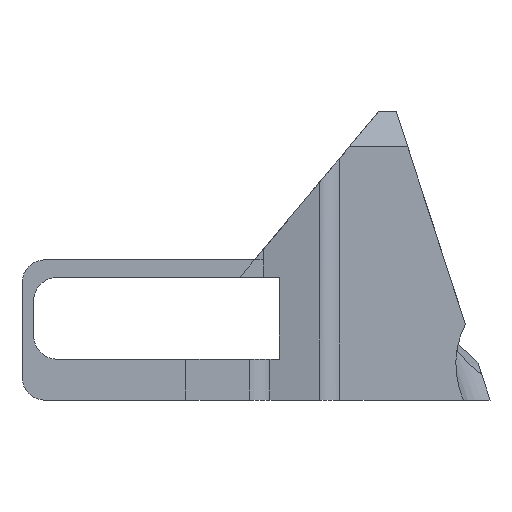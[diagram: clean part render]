
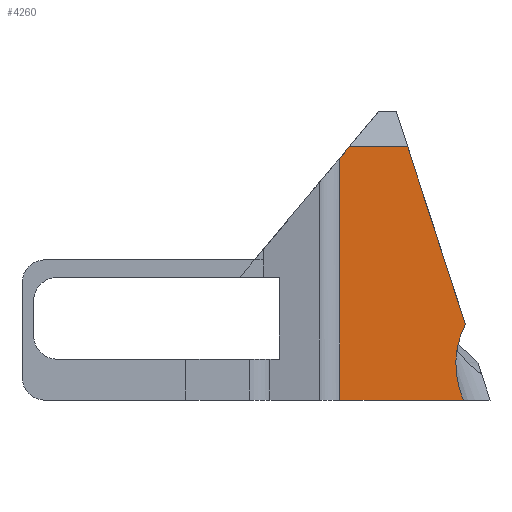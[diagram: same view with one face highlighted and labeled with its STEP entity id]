
A CAD part, left-side view. The second image highlights one B-rep face of the part: STEP entity #4260.
In plain terms, the highlighted planar face has unit normal (-1, 0, 0).
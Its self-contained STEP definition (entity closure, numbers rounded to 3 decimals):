
#590 = PLANE('',#591);
#591 = AXIS2_PLACEMENT_3D('',#592,#593,#594);
#592 = CARTESIAN_POINT('',(-24.,-16.49,44.652));
#593 = DIRECTION('',(0.,0.766,0.643));
#594 = DIRECTION('',(0.,0.643,-0.766));
#645 = PLANE('',#646);
#646 = AXIS2_PLACEMENT_3D('',#647,#648,#649);
#647 = CARTESIAN_POINT('',(-24.,-18.,20.));
#648 = DIRECTION('',(0.,0.,1.));
#649 = DIRECTION('',(1.,0.,0.));
#673 = PLANE('',#674);
#674 = AXIS2_PLACEMENT_3D('',#675,#676,#677);
#675 = CARTESIAN_POINT('',(-24.,0.,20.));
#676 = DIRECTION('',(0.,0.,-1.));
#677 = DIRECTION('',(0.,-1.,0.));
#1669 = PLANE('',#1670);
#1670 = AXIS2_PLACEMENT_3D('',#1671,#1672,#1673);
#1671 = CARTESIAN_POINT('',(-24.,-26.,20.));
#1672 = DIRECTION('',(0.,-0.951,0.309));
#1673 = DIRECTION('',(0.,0.309,0.951));
#2203 = EDGE_CURVE('',#2204,#2206,#2208,.T.);
#2204 = VERTEX_POINT('',#2205);
#2205 = CARTESIAN_POINT('',(-14.679,-13.155,
    40.677));
#2206 = VERTEX_POINT('',#2207);
#2207 = CARTESIAN_POINT('',(-14.679,-13.973,
    41.652));
#2208 = SURFACE_CURVE('',#2209,(#2213,#2219),.PCURVE_S1.);
#2209 = LINE('',#2210,#2211);
#2210 = CARTESIAN_POINT('',(-14.679,-13.625,
    41.237));
#2211 = VECTOR('',#2212,1.);
#2212 = DIRECTION('',(0.,-0.643,0.766
    ));
#2213 = PCURVE('',#590,#2214);
#2214 = DEFINITIONAL_REPRESENTATION('',(#2215),#2218);
#2215 = B_SPLINE_CURVE_WITH_KNOTS('',1,(#2216,#2217),.UNSPECIFIED.,.F.,
  .F.,(2,2),(-5.639,6.109),.PIECEWISE_BEZIER_KNOTS.);
#2216 = CARTESIAN_POINT('',(10.097,-9.321));
#2217 = CARTESIAN_POINT('',(-1.652,-9.321));
#2218 = ( GEOMETRIC_REPRESENTATION_CONTEXT(2) 
PARAMETRIC_REPRESENTATION_CONTEXT() REPRESENTATION_CONTEXT('2D SPACE',''
  ) );
#2219 = PCURVE('',#2220,#2225);
#2220 = PLANE('',#2221);
#2221 = AXIS2_PLACEMENT_3D('',#2222,#2223,#2224);
#2222 = CARTESIAN_POINT('',(-14.679,-32.,20.));
#2223 = DIRECTION('',(-1.,0.,0.));
#2224 = DIRECTION('',(0.,1.,0.));
#2225 = DEFINITIONAL_REPRESENTATION('',(#2226),#2229);
#2226 = B_SPLINE_CURVE_WITH_KNOTS('',1,(#2227,#2228),.UNSPECIFIED.,.F.,
  .F.,(2,2),(-5.639,6.109),.PIECEWISE_BEZIER_KNOTS.);
#2227 = CARTESIAN_POINT('',(22.,-16.918));
#2228 = CARTESIAN_POINT('',(14.448,-25.917));
#2229 = ( GEOMETRIC_REPRESENTATION_CONTEXT(2) 
PARAMETRIC_REPRESENTATION_CONTEXT() REPRESENTATION_CONTEXT('2D SPACE',''
  ) );
#2247 = PLANE('',#2248);
#2248 = AXIS2_PLACEMENT_3D('',#2249,#2250,#2251);
#2249 = CARTESIAN_POINT('',(-13.179,-16.49,
    43.152));
#2250 = DIRECTION('',(-0.707,0.,0.707)
  );
#2251 = DIRECTION('',(0.,1.,0.));
#2641 = CYLINDRICAL_SURFACE('',#2642,2.);
#2642 = AXIS2_PLACEMENT_3D('',#2643,#2644,#2645);
#2643 = CARTESIAN_POINT('',(-16.679,-13.155,20.));
#2644 = DIRECTION('',(0.,0.,1.));
#2645 = DIRECTION('',(0.5,0.866,0.));
#2799 = VERTEX_POINT('',#2800);
#2800 = CARTESIAN_POINT('',(-14.679,-13.155,20.));
#2826 = EDGE_CURVE('',#2827,#2799,#2829,.T.);
#2827 = VERTEX_POINT('',#2828);
#2828 = CARTESIAN_POINT('',(-14.679,-18.,20.));
#2829 = SURFACE_CURVE('',#2830,(#2834,#2841),.PCURVE_S1.);
#2830 = LINE('',#2831,#2832);
#2831 = CARTESIAN_POINT('',(-14.679,-32.,20.));
#2832 = VECTOR('',#2833,1.);
#2833 = DIRECTION('',(0.,1.,0.));
#2834 = PCURVE('',#645,#2835);
#2835 = DEFINITIONAL_REPRESENTATION('',(#2836),#2840);
#2836 = LINE('',#2837,#2838);
#2837 = CARTESIAN_POINT('',(9.321,-14.));
#2838 = VECTOR('',#2839,1.);
#2839 = DIRECTION('',(0.,1.));
#2840 = ( GEOMETRIC_REPRESENTATION_CONTEXT(2) 
PARAMETRIC_REPRESENTATION_CONTEXT() REPRESENTATION_CONTEXT('2D SPACE',''
  ) );
#2841 = PCURVE('',#2220,#2842);
#2842 = DEFINITIONAL_REPRESENTATION('',(#2843),#2847);
#2843 = LINE('',#2844,#2845);
#2844 = CARTESIAN_POINT('',(0.,0.));
#2845 = VECTOR('',#2846,1.);
#2846 = DIRECTION('',(1.,0.));
#2847 = ( GEOMETRIC_REPRESENTATION_CONTEXT(2) 
PARAMETRIC_REPRESENTATION_CONTEXT() REPRESENTATION_CONTEXT('2D SPACE',''
  ) );
#3089 = EDGE_CURVE('',#3090,#2827,#3092,.T.);
#3090 = VERTEX_POINT('',#3091);
#3091 = CARTESIAN_POINT('',(-14.679,-23.727,20.));
#3092 = SURFACE_CURVE('',#3093,(#3097,#3104),.PCURVE_S1.);
#3093 = LINE('',#3094,#3095);
#3094 = CARTESIAN_POINT('',(-14.679,-32.,20.));
#3095 = VECTOR('',#3096,1.);
#3096 = DIRECTION('',(0.,1.,0.));
#3097 = PCURVE('',#673,#3098);
#3098 = DEFINITIONAL_REPRESENTATION('',(#3099),#3103);
#3099 = LINE('',#3100,#3101);
#3100 = CARTESIAN_POINT('',(32.,-9.321));
#3101 = VECTOR('',#3102,1.);
#3102 = DIRECTION('',(-1.,0.));
#3103 = ( GEOMETRIC_REPRESENTATION_CONTEXT(2) 
PARAMETRIC_REPRESENTATION_CONTEXT() REPRESENTATION_CONTEXT('2D SPACE',''
  ) );
#3104 = PCURVE('',#2220,#3105);
#3105 = DEFINITIONAL_REPRESENTATION('',(#3106),#3110);
#3106 = LINE('',#3107,#3108);
#3107 = CARTESIAN_POINT('',(0.,0.));
#3108 = VECTOR('',#3109,1.);
#3109 = DIRECTION('',(1.,0.));
#3110 = ( GEOMETRIC_REPRESENTATION_CONTEXT(2) 
PARAMETRIC_REPRESENTATION_CONTEXT() REPRESENTATION_CONTEXT('2D SPACE',''
  ) );
#3323 = CYLINDRICAL_SURFACE('',#3324,6.);
#3324 = AXIS2_PLACEMENT_3D('',#3325,#3326,#3327);
#3325 = CARTESIAN_POINT('',(-20.696,-30.245,
    19.245));
#3326 = DIRECTION('',(0.866,0.155,0.476));
#3327 = DIRECTION('',(0.5,-0.268,-0.824));
#3858 = VERTEX_POINT('',#3859);
#3859 = CARTESIAN_POINT('',(-14.679,-18.965,
    41.652));
#3880 = EDGE_CURVE('',#3858,#3881,#3883,.T.);
#3881 = VERTEX_POINT('',#3882);
#3882 = CARTESIAN_POINT('',(-14.679,-23.898,
    26.468));
#3883 = SURFACE_CURVE('',#3884,(#3888,#3894),.PCURVE_S1.);
#3884 = LINE('',#3885,#3886);
#3885 = CARTESIAN_POINT('',(-14.679,-26.286,
    19.118));
#3886 = VECTOR('',#3887,1.);
#3887 = DIRECTION('',(0.,-0.309,
    -0.951));
#3888 = PCURVE('',#1669,#3889);
#3889 = DEFINITIONAL_REPRESENTATION('',(#3890),#3893);
#3890 = B_SPLINE_CURVE_WITH_KNOTS('',1,(#3891,#3892),.UNSPECIFIED.,.F.,
  .F.,(2,2),(-29.44,1.665),.PIECEWISE_BEZIER_KNOTS.);
#3891 = CARTESIAN_POINT('',(28.513,-9.321));
#3892 = CARTESIAN_POINT('',(-2.592,-9.321));
#3893 = ( GEOMETRIC_REPRESENTATION_CONTEXT(2) 
PARAMETRIC_REPRESENTATION_CONTEXT() REPRESENTATION_CONTEXT('2D SPACE',''
  ) );
#3894 = PCURVE('',#2220,#3895);
#3895 = DEFINITIONAL_REPRESENTATION('',(#3896),#3899);
#3896 = B_SPLINE_CURVE_WITH_KNOTS('',1,(#3897,#3898),.UNSPECIFIED.,.F.,
  .F.,(2,2),(-29.44,1.665),.PIECEWISE_BEZIER_KNOTS.);
#3897 = CARTESIAN_POINT('',(14.811,-27.117));
#3898 = CARTESIAN_POINT('',(5.199,2.465));
#3899 = ( GEOMETRIC_REPRESENTATION_CONTEXT(2) 
PARAMETRIC_REPRESENTATION_CONTEXT() REPRESENTATION_CONTEXT('2D SPACE',''
  ) );
#4260 = ADVANCED_FACE('',(#4261),#2220,.T.);
#4261 = FACE_BOUND('',#4262,.T.);
#4262 = EDGE_LOOP('',(#4263,#4264,#4285,#4286,#4287,#4322,#4323));
#4263 = ORIENTED_EDGE('',*,*,#2203,.F.);
#4264 = ORIENTED_EDGE('',*,*,#4265,.F.);
#4265 = EDGE_CURVE('',#2799,#2204,#4266,.T.);
#4266 = SURFACE_CURVE('',#4267,(#4271,#4278),.PCURVE_S1.);
#4267 = LINE('',#4268,#4269);
#4268 = CARTESIAN_POINT('',(-14.679,-13.155,20.));
#4269 = VECTOR('',#4270,1.);
#4270 = DIRECTION('',(0.,0.,1.));
#4271 = PCURVE('',#2220,#4272);
#4272 = DEFINITIONAL_REPRESENTATION('',(#4273),#4277);
#4273 = LINE('',#4274,#4275);
#4274 = CARTESIAN_POINT('',(18.845,0.));
#4275 = VECTOR('',#4276,1.);
#4276 = DIRECTION('',(0.,-1.));
#4277 = ( GEOMETRIC_REPRESENTATION_CONTEXT(2) 
PARAMETRIC_REPRESENTATION_CONTEXT() REPRESENTATION_CONTEXT('2D SPACE',''
  ) );
#4278 = PCURVE('',#2641,#4279);
#4279 = DEFINITIONAL_REPRESENTATION('',(#4280),#4284);
#4280 = LINE('',#4281,#4282);
#4281 = CARTESIAN_POINT('',(-1.047,0.));
#4282 = VECTOR('',#4283,1.);
#4283 = DIRECTION('',(-0.,1.));
#4284 = ( GEOMETRIC_REPRESENTATION_CONTEXT(2) 
PARAMETRIC_REPRESENTATION_CONTEXT() REPRESENTATION_CONTEXT('2D SPACE',''
  ) );
#4285 = ORIENTED_EDGE('',*,*,#2826,.F.);
#4286 = ORIENTED_EDGE('',*,*,#3089,.F.);
#4287 = ORIENTED_EDGE('',*,*,#4288,.F.);
#4288 = EDGE_CURVE('',#3881,#3090,#4289,.T.);
#4289 = SURFACE_CURVE('',#4290,(#4295,#4302),.PCURVE_S1.);
#4290 = ELLIPSE('',#4291,6.928,6.);
#4291 = AXIS2_PLACEMENT_3D('',#4292,#4293,#4294);
#4292 = CARTESIAN_POINT('',(-14.679,-29.172,
    22.548));
#4293 = DIRECTION('',(-1.,0.,0.));
#4294 = DIRECTION('',(0.,0.309,0.951)
  );
#4295 = PCURVE('',#2220,#4296);
#4296 = DEFINITIONAL_REPRESENTATION('',(#4297),#4301);
#4297 = ELLIPSE('',#4298,6.928,6.);
#4298 = AXIS2_PLACEMENT_2D('',#4299,#4300);
#4299 = CARTESIAN_POINT('',(2.828,-2.548));
#4300 = DIRECTION('',(0.309,-0.951));
#4301 = ( GEOMETRIC_REPRESENTATION_CONTEXT(2) 
PARAMETRIC_REPRESENTATION_CONTEXT() REPRESENTATION_CONTEXT('2D SPACE',''
  ) );
#4302 = PCURVE('',#3323,#4303);
#4303 = DEFINITIONAL_REPRESENTATION('',(#4304),#4321);
#4304 = B_SPLINE_CURVE_WITH_KNOTS('',8,(#4305,#4306,#4307,#4308,#4309,
    #4310,#4311,#4312,#4313,#4314,#4315,#4316,#4317,#4318,#4319,#4320),
  .UNSPECIFIED.,.F.,.F.,(9,7,9),(5.01,6.932,
    8.855),.UNSPECIFIED.);
#4305 = CARTESIAN_POINT('',(4.415,7.963));
#4306 = CARTESIAN_POINT('',(4.175,8.759));
#4307 = CARTESIAN_POINT('',(3.934,9.488));
#4308 = CARTESIAN_POINT('',(3.694,10.08));
#4309 = CARTESIAN_POINT('',(3.454,10.473));
#4310 = CARTESIAN_POINT('',(3.213,10.626));
#4311 = CARTESIAN_POINT('',(2.973,10.531));
#4312 = CARTESIAN_POINT('',(2.733,10.21));
#4313 = CARTESIAN_POINT('',(2.252,9.203));
#4314 = CARTESIAN_POINT('',(2.012,8.518));
#4315 = CARTESIAN_POINT('',(1.771,7.695));
#4316 = CARTESIAN_POINT('',(1.531,6.8));
#4317 = CARTESIAN_POINT('',(1.291,5.916));
#4318 = CARTESIAN_POINT('',(1.05,5.121));
#4319 = CARTESIAN_POINT('',(0.81,4.48));
#4320 = CARTESIAN_POINT('',(0.57,4.031));
#4321 = ( GEOMETRIC_REPRESENTATION_CONTEXT(2) 
PARAMETRIC_REPRESENTATION_CONTEXT() REPRESENTATION_CONTEXT('2D SPACE',''
  ) );
#4322 = ORIENTED_EDGE('',*,*,#3880,.F.);
#4323 = ORIENTED_EDGE('',*,*,#4324,.F.);
#4324 = EDGE_CURVE('',#2206,#3858,#4325,.T.);
#4325 = SURFACE_CURVE('',#4326,(#4330,#4337),.PCURVE_S1.);
#4326 = LINE('',#4327,#4328);
#4327 = CARTESIAN_POINT('',(-14.679,-16.49,
    41.652));
#4328 = VECTOR('',#4329,1.);
#4329 = DIRECTION('',(0.,-1.,0.));
#4330 = PCURVE('',#2220,#4331);
#4331 = DEFINITIONAL_REPRESENTATION('',(#4332),#4336);
#4332 = LINE('',#4333,#4334);
#4333 = CARTESIAN_POINT('',(15.51,-21.652));
#4334 = VECTOR('',#4335,1.);
#4335 = DIRECTION('',(-1.,0.));
#4336 = ( GEOMETRIC_REPRESENTATION_CONTEXT(2) 
PARAMETRIC_REPRESENTATION_CONTEXT() REPRESENTATION_CONTEXT('2D SPACE',''
  ) );
#4337 = PCURVE('',#2247,#4338);
#4338 = DEFINITIONAL_REPRESENTATION('',(#4339),#4343);
#4339 = LINE('',#4340,#4341);
#4340 = CARTESIAN_POINT('',(-0.,2.121));
#4341 = VECTOR('',#4342,1.);
#4342 = DIRECTION('',(-1.,0.));
#4343 = ( GEOMETRIC_REPRESENTATION_CONTEXT(2) 
PARAMETRIC_REPRESENTATION_CONTEXT() REPRESENTATION_CONTEXT('2D SPACE',''
  ) );
